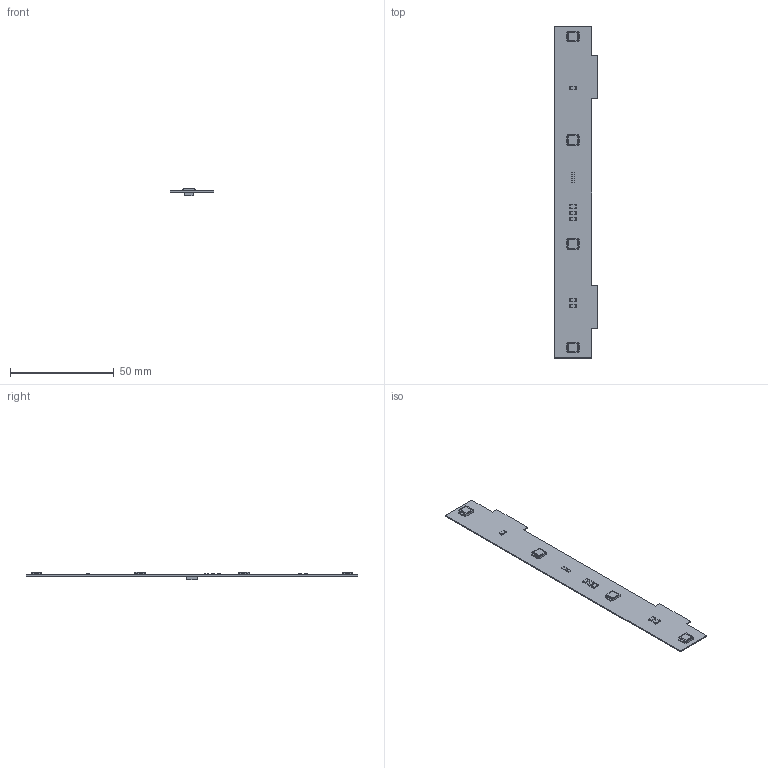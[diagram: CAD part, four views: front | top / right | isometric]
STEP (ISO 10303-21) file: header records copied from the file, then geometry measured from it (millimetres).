
FILE_DESCRIPTION(('Open CASCADE Model'),'2;1');
FILE_NAME('Open CASCADE Shape Model','2016-10-03T12:59:47',('Author'),( 'Open CASCADE'),'Open CASCADE STEP processor 6.2','Open CASCADE 6.2' ,'Unknown');
FILE_SCHEMA(('AUTOMOTIVE_DESIGN { 1 0 10303 214 1 1 1 1 }'));
Length unit declared in the file: millimetre
Products named in the file (40): PCB; Board; C1; 623901504; Extruded; 623900608; R1; 623898432; DD1; 623900352; 614312152; Cylinder; VD4; 623901248; 623901120; 623900992; 623900864; 623900736; VD3; VD2; VD1; R2; R3; 620263376; 623897664; R4; R5; R6; R7; R8
Assembly tree (92 placements, depth 4):
  PCB
    Board
    C1
      623901504  x2
        Extruded
      623900608
        Extruded
    R1
      623898432
        Extruded
      623901504  x2
        Extruded
    DD1
      623900352
        Extruded
      614312152
        Cylinder
    VD4
      623901248  x4
        Extruded
      623901120  x2
        Extruded
      623900992
        Extruded
      623900864
        Extruded
      623900736
        Extruded
    VD3
      623901248  x4
        Extruded
      623901120  x2
        Extruded
      623900992
        Extruded
      623900864
        Extruded
      623900736
        Extruded
    VD2
      623901248  x4
        Extruded
      623901120  x2
        Extruded
      623900992
        Extruded
      623900864
        Extruded
      623900736
        Extruded
    VD1
      623901248  x4
        Extruded
      623901120  x2
        Extruded
      623900992
        Extruded
      623900864
        Extruded
      623900736
Bounding box: 21 x 160 x 3.62 mm (x, y, z)
Volume: 1864.5 mm3; surface area: 7208.8 mm2
Topology: 66 solids, 66 shells, 413 faces, 843 edges, 562 vertices
Faces by surface type: plane 412, cylinder 1
Full cylindrical faces by diameter (mm): 1 x1
Entity records: 5910 total; most frequent: DIRECTION 907, CARTESIAN_POINT 865, LINE 543, VECTOR 543, ORIENTED_EDGE 366, PCURVE 366, DEFINITIONAL_REPRESENTATION 366, EDGE_CURVE 183
